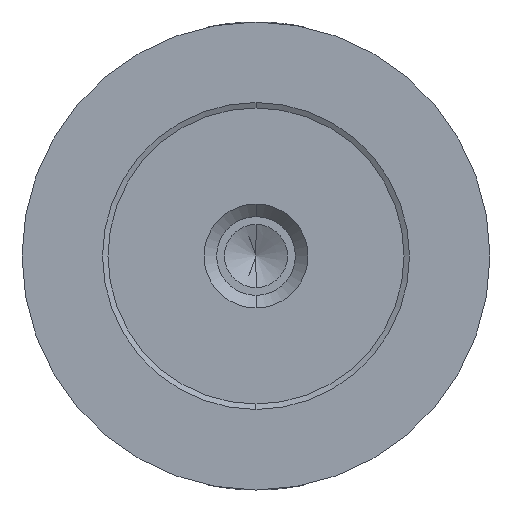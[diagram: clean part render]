
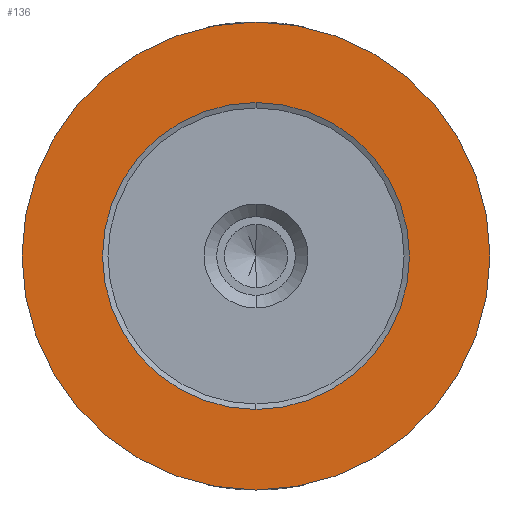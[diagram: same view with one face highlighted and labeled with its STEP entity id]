
A CAD part, front view. The second image highlights one B-rep face of the part: STEP entity #136.
In plain terms, the highlighted planar face has unit normal (0, -1, 0).
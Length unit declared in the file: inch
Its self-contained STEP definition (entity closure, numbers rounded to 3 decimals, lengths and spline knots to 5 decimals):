
#71 = PLANE ( 'NONE',  #2782 ) ;
#132 = DIRECTION ( 'NONE',  ( 0., 1., 0. ) ) ;
#136 = ADVANCED_FACE ( 'NONE', ( #2905, #1347 ), #71, .F. ) ;
#365 = DIRECTION ( 'NONE',  ( 0., 1., 0. ) ) ;
#400 = CARTESIAN_POINT ( 'NONE',  ( 0., -2., -0.743 ) ) ;
#423 = CARTESIAN_POINT ( 'NONE',  ( 0., -2., 0.48732 ) ) ;
#586 = DIRECTION ( 'NONE',  ( 0., 1., 0. ) ) ;
#619 = VERTEX_POINT ( 'NONE', #2427 ) ;
#818 = EDGE_LOOP ( 'NONE', ( #2861, #2625 ) ) ;
#889 = CIRCLE ( 'NONE', #3147, 0.48732 ) ;
#930 = AXIS2_PLACEMENT_3D ( 'NONE', #3347, #1478, #3671 ) ;
#1058 = CARTESIAN_POINT ( 'NONE',  ( 0., -2., 0. ) ) ;
#1347 = FACE_OUTER_BOUND ( 'NONE', #1803, .T. ) ;
#1373 = EDGE_CURVE ( 'NONE', #619, #2128, #1530, .T. ) ;
#1478 = DIRECTION ( 'NONE',  ( 0., 1., 0. ) ) ;
#1530 = CIRCLE ( 'NONE', #2285, 0.48732 ) ;
#1700 = DIRECTION ( 'NONE',  ( 0., 1., 0. ) ) ;
#1712 = AXIS2_PLACEMENT_3D ( 'NONE', #2222, #365, #2534 ) ;
#1726 = CIRCLE ( 'NONE', #1712, 0.743 ) ;
#1803 = EDGE_LOOP ( 'NONE', ( #3783, #2856 ) ) ;
#2127 = EDGE_CURVE ( 'NONE', #2213, #2974, #1726, .T. ) ;
#2128 = VERTEX_POINT ( 'NONE', #423 ) ;
#2213 = VERTEX_POINT ( 'NONE', #400 ) ;
#2222 = CARTESIAN_POINT ( 'NONE',  ( 0., -2., 0. ) ) ;
#2285 = AXIS2_PLACEMENT_3D ( 'NONE', #2440, #586, #2754 ) ;
#2427 = CARTESIAN_POINT ( 'NONE',  ( 0., -2., -0.48732 ) ) ;
#2433 = CIRCLE ( 'NONE', #930, 0.743 ) ;
#2440 = CARTESIAN_POINT ( 'NONE',  ( 0., -2., 0. ) ) ;
#2534 = DIRECTION ( 'NONE',  ( 0., 0., 1. ) ) ;
#2568 = EDGE_CURVE ( 'NONE', #2974, #2213, #2433, .T. ) ;
#2625 = ORIENTED_EDGE ( 'NONE', *, *, #1373, .T. ) ;
#2754 = DIRECTION ( 'NONE',  ( 0., 0., 1. ) ) ;
#2782 = AXIS2_PLACEMENT_3D ( 'NONE', #1058, #132, #3548 ) ;
#2850 = CARTESIAN_POINT ( 'NONE',  ( 0., -2., 0.743 ) ) ;
#2856 = ORIENTED_EDGE ( 'NONE', *, *, #2568, .F. ) ;
#2861 = ORIENTED_EDGE ( 'NONE', *, *, #4019, .T. ) ;
#2905 = FACE_BOUND ( 'NONE', #818, .T. ) ;
#2974 = VERTEX_POINT ( 'NONE', #2850 ) ;
#3147 = AXIS2_PLACEMENT_3D ( 'NONE', #3575, #1700, #3886 ) ;
#3347 = CARTESIAN_POINT ( 'NONE',  ( 0., -2., 0. ) ) ;
#3548 = DIRECTION ( 'NONE',  ( 0., 0., 1. ) ) ;
#3575 = CARTESIAN_POINT ( 'NONE',  ( 0., -2., 0. ) ) ;
#3671 = DIRECTION ( 'NONE',  ( 0., 0., 1. ) ) ;
#3783 = ORIENTED_EDGE ( 'NONE', *, *, #2127, .F. ) ;
#3886 = DIRECTION ( 'NONE',  ( 0., 0., 1. ) ) ;
#4019 = EDGE_CURVE ( 'NONE', #2128, #619, #889, .T. ) ;
